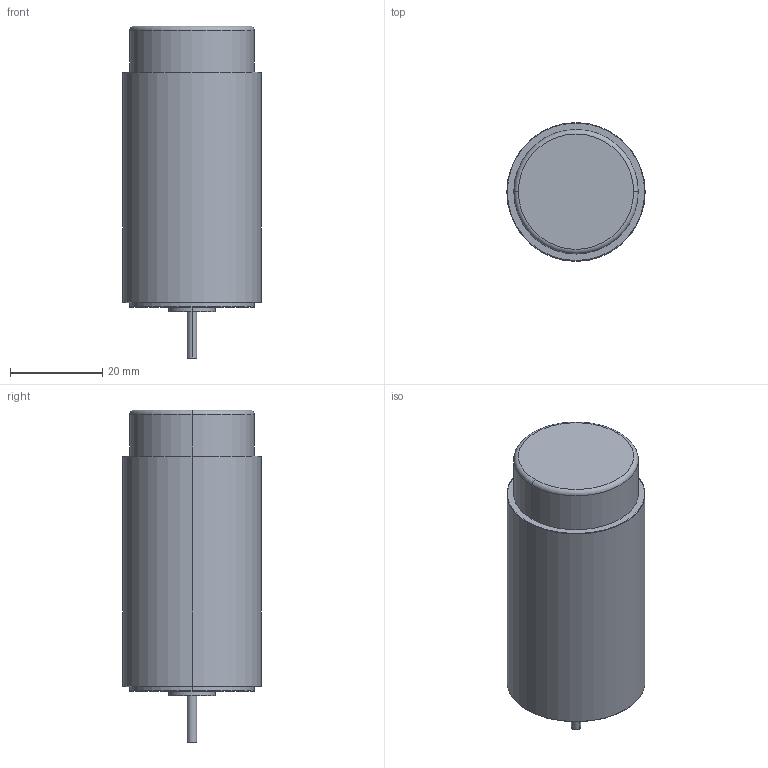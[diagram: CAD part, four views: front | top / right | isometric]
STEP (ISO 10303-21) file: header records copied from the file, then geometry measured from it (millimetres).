
FILE_DESCRIPTION((''),'2;1');
FILE_NAME('CAD1697_SW0001','2012-03-01T',('dhelisch'),(''),'PRO/ENGINEER BY PARAMETRIC TECHNOLOGY CORPORATION, 2007250','PRO/ENGINEER BY PARAMETRIC TECHNOLOGY CORPORATION, 2007250','');
FILE_SCHEMA(('CONFIG_CONTROL_DESIGN'));
Length unit declared in the file: millimetre
Products named in the file (1): CAD1697_SW0001
Bounding box: 30 x 30 x 72 mm (x, y, z)
Surface area: 8330.3 mm2 (no closed solid volume)
Topology: 0 solids, 5 shells, 26 faces, 50 edges, 30 vertices
Faces by surface type: torus 10, cylinder 10, plane 6
Entity records: 977 total; most frequent: DIRECTION 142, CARTESIAN_POINT 106, ORIENTED_EDGE 92, COLOUR_RGB 76, AXIS2_PLACEMENT_3D 66, EDGE_CURVE 50, CIRCLE 40, VERTEX_POINT 30
